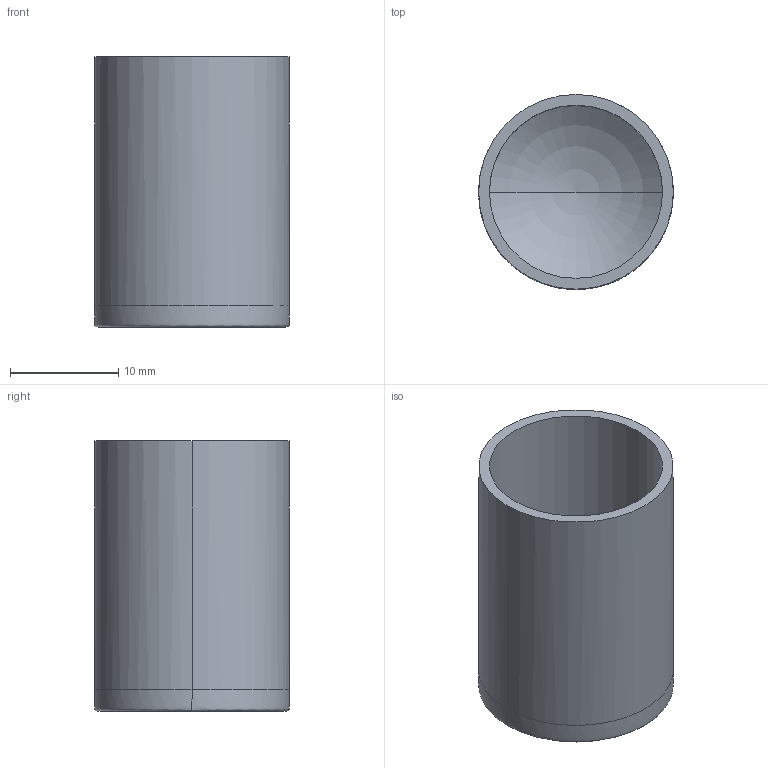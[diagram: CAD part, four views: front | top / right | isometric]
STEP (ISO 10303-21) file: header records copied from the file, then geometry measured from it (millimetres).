
FILE_DESCRIPTION (( 'STEP AP203' ), '1' );
FILE_NAME ('àðò. KRT631.STEP', '2014-06-04T09:23:57', ( '' ), ( '' ), 'SwSTEP 2.0', 'SolidWorks 2014', '' );
FILE_SCHEMA (( 'CONFIG_CONTROL_DESIGN' ));
Length unit declared in the file: millimetre
Products named in the file (1): àðò. KRT631
Bounding box: 18 x 18 x 25 mm (x, y, z)
Volume: 2239.5 mm3; surface area: 2897.2 mm2
Topology: 1 solids, 1 shells, 10 faces, 20 edges, 11 vertices
Faces by surface type: cylinder 4, bspline 2, plane 2, torus 2
Entity records: 607 total; most frequent: CARTESIAN_POINT 346, DIRECTION 38, ORIENTED_EDGE 36, EDGE_CURVE 18, AXIS2_PLACEMENT_3D 17, EDGE_LOOP 11, VERTEX_POINT 11, FACE_OUTER_BOUND 10
